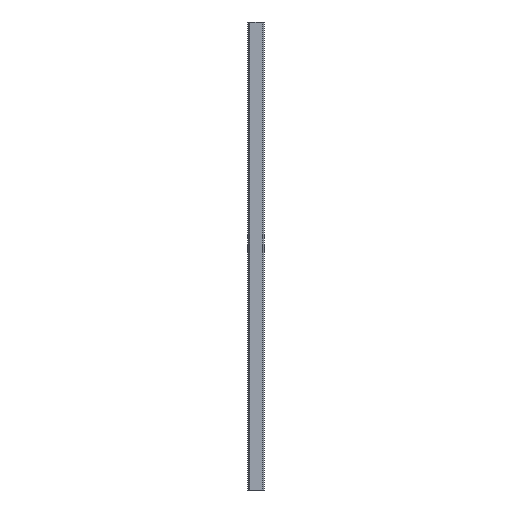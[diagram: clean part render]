
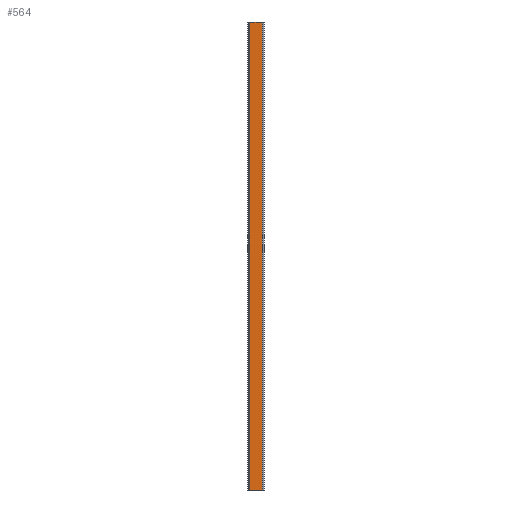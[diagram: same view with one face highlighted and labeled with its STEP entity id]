
A CAD part, left-side view. The second image highlights one B-rep face of the part: STEP entity #564.
In plain terms, the highlighted planar face has unit normal (-1, 0, 0).
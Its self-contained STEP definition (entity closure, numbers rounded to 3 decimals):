
#93 = CARTESIAN_POINT ( 'NONE',  ( -22.5, -26.101, 2000. ) ) ;
#100 = VERTEX_POINT ( 'NONE', #93 ) ;
#106 = EDGE_LOOP ( 'NONE', ( #2008, #1946, #1328, #396 ) ) ;
#127 = CARTESIAN_POINT ( 'NONE',  ( -22.5, 26.101, 2000. ) ) ;
#298 = VERTEX_POINT ( 'NONE', #1030 ) ;
#364 = DIRECTION ( 'NONE',  ( 0., -1., 0. ) ) ;
#388 = VECTOR ( 'NONE', #1723, 1000. ) ;
#396 = ORIENTED_EDGE ( 'NONE', *, *, #790, .T. ) ;
#434 = LINE ( 'NONE', #780, #1940 ) ;
#564 = ADVANCED_FACE ( 'NONE', ( #1942 ), #674, .F. ) ;
#674 = PLANE ( 'NONE',  #1102 ) ;
#743 = DIRECTION ( 'NONE',  ( 0., 0., 1. ) ) ;
#780 = CARTESIAN_POINT ( 'NONE',  ( -22.5, -26.81, 0. ) ) ;
#790 = EDGE_CURVE ( 'NONE', #1279, #2033, #1161, .T. ) ;
#821 = CARTESIAN_POINT ( 'NONE',  ( -22.5, -26.81, 2000. ) ) ;
#831 = DIRECTION ( 'NONE',  ( 0., 0., -1. ) ) ;
#940 = EDGE_CURVE ( 'NONE', #1279, #100, #1311, .T. ) ;
#1030 = CARTESIAN_POINT ( 'NONE',  ( -22.5, -26.101, 0. ) ) ;
#1102 = AXIS2_PLACEMENT_3D ( 'NONE', #821, #1737, #831 ) ;
#1161 = LINE ( 'NONE', #1414, #388 ) ;
#1279 = VERTEX_POINT ( 'NONE', #127 ) ;
#1311 = LINE ( 'NONE', #1915, #1634 ) ;
#1328 = ORIENTED_EDGE ( 'NONE', *, *, #940, .F. ) ;
#1355 = CARTESIAN_POINT ( 'NONE',  ( -22.5, -26.101, 2000. ) ) ;
#1399 = DIRECTION ( 'NONE',  ( 0., -1., 0. ) ) ;
#1414 = CARTESIAN_POINT ( 'NONE',  ( -22.5, 26.101, 2000. ) ) ;
#1436 = VECTOR ( 'NONE', #743, 1000. ) ;
#1533 = EDGE_CURVE ( 'NONE', #2033, #298, #434, .T. ) ;
#1536 = LINE ( 'NONE', #1355, #1436 ) ;
#1634 = VECTOR ( 'NONE', #1399, 1000. ) ;
#1713 = CARTESIAN_POINT ( 'NONE',  ( -22.5, 26.101, 0. ) ) ;
#1723 = DIRECTION ( 'NONE',  ( 0., 0., -1. ) ) ;
#1737 = DIRECTION ( 'NONE',  ( 1., 0., 0. ) ) ;
#1821 = EDGE_CURVE ( 'NONE', #298, #100, #1536, .T. ) ;
#1915 = CARTESIAN_POINT ( 'NONE',  ( -22.5, -26.81, 2000. ) ) ;
#1940 = VECTOR ( 'NONE', #364, 1000. ) ;
#1942 = FACE_OUTER_BOUND ( 'NONE', #106, .T. ) ;
#1946 = ORIENTED_EDGE ( 'NONE', *, *, #1821, .T. ) ;
#2008 = ORIENTED_EDGE ( 'NONE', *, *, #1533, .T. ) ;
#2033 = VERTEX_POINT ( 'NONE', #1713 ) ;
